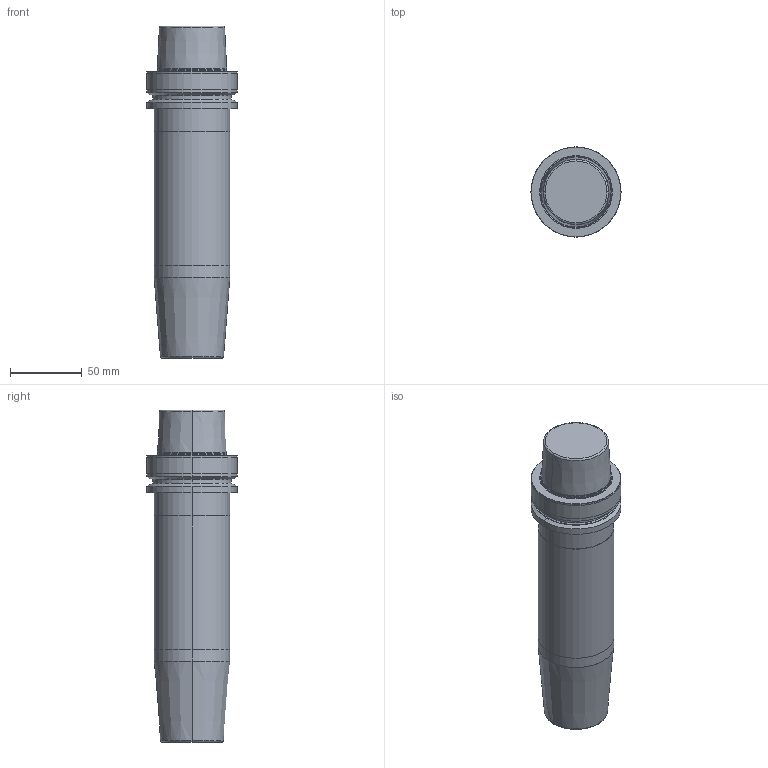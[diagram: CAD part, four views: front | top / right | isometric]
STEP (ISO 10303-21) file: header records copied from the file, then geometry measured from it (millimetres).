
FILE_DESCRIPTION((''),'2;1');
FILE_NAME('606786600-000-00-E43','2016-12-01T',('Korna'),(''),'PRO/ENGINEER BY PARAMETRIC TECHNOLOGY CORPORATION, 2011220','PRO/ENGINEER BY PARAMETRIC TECHNOLOGY CORPORATION, 2011220','');
FILE_SCHEMA(('AUTOMOTIVE_DESIGN_CC2 { 1 2 10303 214 -1 1 5 2 }'));
Length unit declared in the file: millimetre
Products named in the file (1): 606786600-000-00-E43
Bounding box: 63 x 63 x 231.9 mm (x, y, z)
Volume: 434714.6 mm3; surface area: 51714.5 mm2
Topology: 1 solids, 1 shells, 68 faces, 246 edges, 190 vertices
Faces by surface type: cylinder 22, torus 20, cone 16, plane 10
Entity records: 3301 total; most frequent: DIRECTION 513, CARTESIAN_POINT 394, ORIENTED_EDGE 268, PRESENTATION_STYLE_ASSIGNMENT 254, STYLED_ITEM 254, CURVE_STYLE 251, AXIS2_PLACEMENT_3D 196, EDGE_CURVE 134
